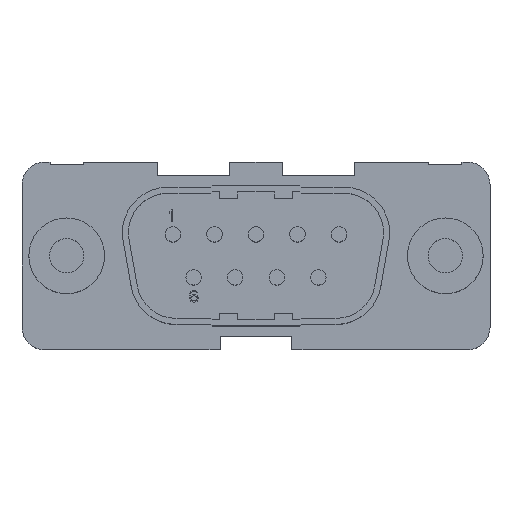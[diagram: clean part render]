
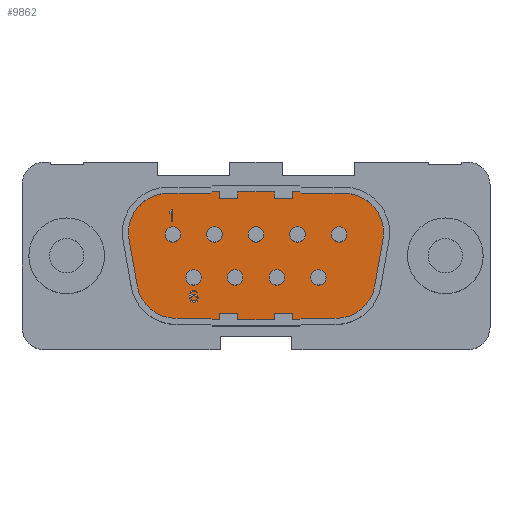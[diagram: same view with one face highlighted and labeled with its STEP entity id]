
A CAD part, top view. The second image highlights one B-rep face of the part: STEP entity #9862.
In plain terms, the highlighted planar face has unit normal (0, 0, 1).
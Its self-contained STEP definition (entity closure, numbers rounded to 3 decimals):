
#1071=LINE('',#16911,#2069);
#1105=LINE('',#16994,#2103);
#1114=LINE('',#17055,#2112);
#1118=LINE('',#17070,#2116);
#2069=VECTOR('',#13312,12.671);
#2103=VECTOR('',#13384,15.02);
#2112=VECTOR('',#13421,6.763);
#2116=VECTOR('',#13443,6.763);
#2591=PLANE('',#10751);
#3279=FACE_OUTER_BOUND('',#3889,.T.);
#3889=EDGE_LOOP('',(#9274,#9275,#9276,#9277,#9278,#9279,#9280,#9281));
#4258=CIRCLE('',#10743,1.57);
#4259=CIRCLE('',#10745,1.57);
#4260=CIRCLE('',#10747,1.57);
#4261=CIRCLE('',#10749,1.57);
#5124=VERTEX_POINT('',#16908);
#5125=VERTEX_POINT('',#16910);
#5154=VERTEX_POINT('',#16991);
#5155=VERTEX_POINT('',#16993);
#5162=VERTEX_POINT('',#17052);
#5163=VERTEX_POINT('',#17054);
#5164=VERTEX_POINT('',#17060);
#5165=VERTEX_POINT('',#17066);
#6471=EDGE_CURVE('',#5125,#5124,#1071,.T.);
#6512=EDGE_CURVE('',#5155,#5154,#1105,.T.);
#6529=EDGE_CURVE('',#5163,#5162,#1114,.T.);
#6531=EDGE_CURVE('',#5162,#5125,#4258,.T.);
#6532=EDGE_CURVE('',#5164,#5155,#4259,.T.);
#6534=EDGE_CURVE('',#5154,#5163,#4260,.T.);
#6536=EDGE_CURVE('',#5124,#5165,#4261,.T.);
#6537=EDGE_CURVE('',#5165,#5164,#1118,.T.);
#9274=ORIENTED_EDGE('',*,*,#6537,.T.);
#9275=ORIENTED_EDGE('',*,*,#6532,.T.);
#9276=ORIENTED_EDGE('',*,*,#6512,.T.);
#9277=ORIENTED_EDGE('',*,*,#6534,.T.);
#9278=ORIENTED_EDGE('',*,*,#6529,.T.);
#9279=ORIENTED_EDGE('',*,*,#6531,.T.);
#9280=ORIENTED_EDGE('',*,*,#6471,.T.);
#9281=ORIENTED_EDGE('',*,*,#6536,.T.);
#9862=ADVANCED_FACE('',(#3279),#2591,.T.);
#10743=AXIS2_PLACEMENT_3D('',#17058,#13425,#13426);
#10745=AXIS2_PLACEMENT_3D('',#17061,#13429,#13430);
#10747=AXIS2_PLACEMENT_3D('',#17064,#13434,#13435);
#10749=AXIS2_PLACEMENT_3D('',#17068,#13439,#13440);
#10751=AXIS2_PLACEMENT_3D('',#17071,#13444,#13445);
#13312=DIRECTION('',(1.,0.,0.));
#13384=DIRECTION('',(-1.,0.,0.));
#13421=DIRECTION('',(0.174,-0.985,0.));
#13425=DIRECTION('center_axis',(0.,0.,1.));
#13426=DIRECTION('ref_axis',(-0.985,-0.174,0.));
#13429=DIRECTION('center_axis',(0.,0.,1.));
#13430=DIRECTION('ref_axis',(0.985,-0.174,0.));
#13434=DIRECTION('center_axis',(0.,0.,1.));
#13435=DIRECTION('ref_axis',(0.,1.,0.));
#13439=DIRECTION('center_axis',(0.,0.,1.));
#13440=DIRECTION('ref_axis',(0.,-1.,0.));
#13443=DIRECTION('',(0.174,0.985,0.));
#13444=DIRECTION('center_axis',(0.,0.,1.));
#13445=DIRECTION('ref_axis',(1.,0.,0.));
#16908=CARTESIAN_POINT('',(6.336,-4.9,5.45));
#16910=CARTESIAN_POINT('',(-6.336,-4.9,5.45));
#16911=CARTESIAN_POINT('',(-6.336,-4.9,5.45));
#16991=CARTESIAN_POINT('',(-7.51,4.9,5.45));
#16993=CARTESIAN_POINT('',(7.51,4.9,5.45));
#16994=CARTESIAN_POINT('',(7.51,4.9,5.45));
#17052=CARTESIAN_POINT('',(-7.882,-3.603,5.45));
#17054=CARTESIAN_POINT('',(-9.056,3.057,5.45));
#17055=CARTESIAN_POINT('',(-9.056,3.057,5.45));
#17058=CARTESIAN_POINT('Origin',(-6.336,-3.33,5.45));
#17060=CARTESIAN_POINT('',(9.056,3.057,5.45));
#17061=CARTESIAN_POINT('Origin',(7.51,3.33,5.45));
#17064=CARTESIAN_POINT('Origin',(-7.51,3.33,5.45));
#17066=CARTESIAN_POINT('',(7.882,-3.603,5.45));
#17068=CARTESIAN_POINT('Origin',(6.336,-3.33,5.45));
#17070=CARTESIAN_POINT('',(7.882,-3.603,5.45));
#17071=CARTESIAN_POINT('Origin',(0.,0.217,
5.45));
